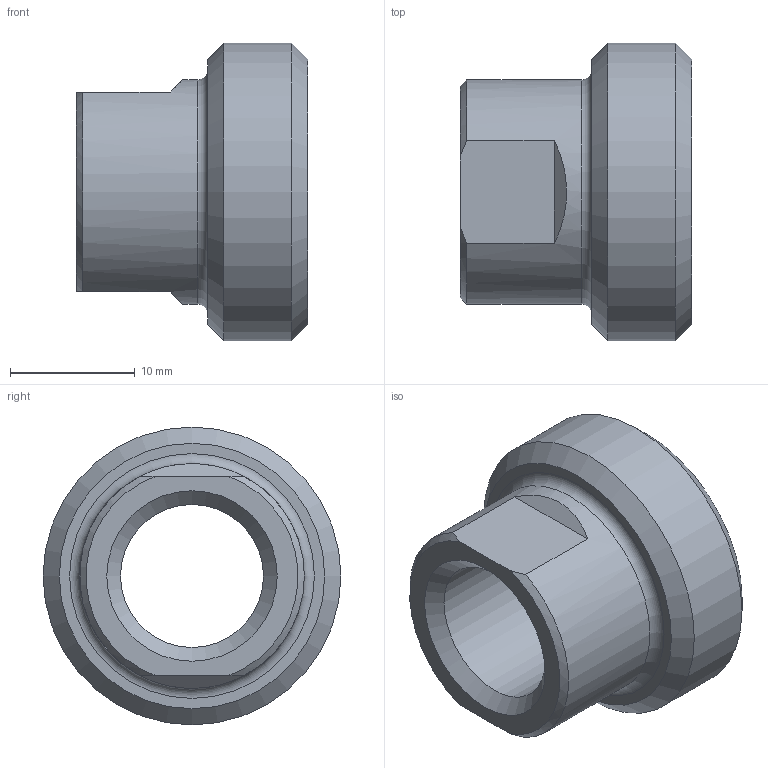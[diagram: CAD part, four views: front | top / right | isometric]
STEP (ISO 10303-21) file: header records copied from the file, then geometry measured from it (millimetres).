
FILE_DESCRIPTION(/* description */ (''),/* implementation_level */ '2;1');
FILE_NAME(/* name */ '3D_R134-G-DN8_171011300.stp',/* time_stamp */ '2021-06-15T09:23:21+02:00',/* author */ ('cad'),/* organization */ (''),/* preprocessor_version */ 'ST-DEVELOPER v18.1',/* originating_system */ 'Autodesk Inventor 2022',/* authorisation */ '');
FILE_SCHEMA (('AUTOMOTIVE_DESIGN { 1 0 10303 214 3 1 1 }'));
Length unit declared in the file: millimetre
Products named in the file (1): 3D_R134-G-DN8_171011300
Bounding box: 18.5 x 23.85 x 23.85 mm (x, y, z)
Volume: 3288 mm3; surface area: 2394.9 mm2
Topology: 1 solids, 1 shells, 22 faces, 51 edges, 34 vertices
Faces by surface type: plane 9, cone 7, cylinder 4, torus 2
Full cylindrical faces by diameter (mm): 11.445 x1, 11.9 x1, 18 x1, 23.85 x1
Entity records: 686 total; most frequent: DIRECTION 123, CARTESIAN_POINT 116, ORIENTED_EDGE 102, AXIS2_PLACEMENT_3D 53, EDGE_CURVE 51, VERTEX_POINT 34, CIRCLE 28, EDGE_LOOP 27
